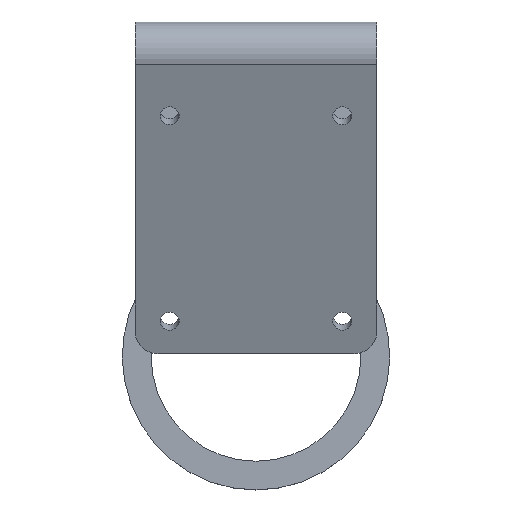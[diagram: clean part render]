
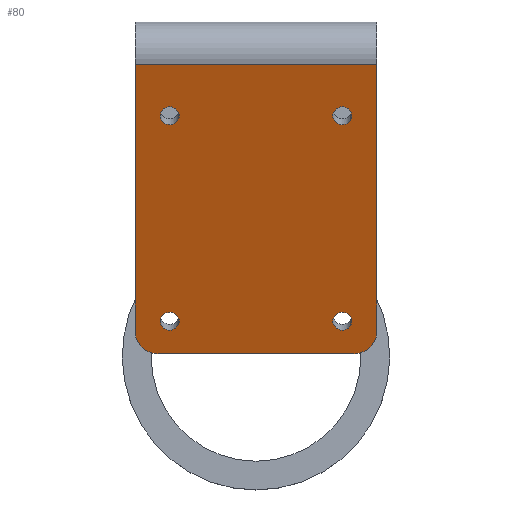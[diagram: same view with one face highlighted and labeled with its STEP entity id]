
A CAD part, top view. The second image highlights one B-rep face of the part: STEP entity #80.
In plain terms, the highlighted planar face has unit normal (0, -0.342, 0.94).
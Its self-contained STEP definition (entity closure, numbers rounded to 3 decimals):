
#80=ADVANCED_FACE('',(#120,#121,#122,#123,#124),#125,.T.);
#120=FACE_BOUND('',#193,.T.);
#121=FACE_BOUND('',#194,.T.);
#122=FACE_BOUND('',#195,.T.);
#123=FACE_OUTER_BOUND('',#196,.T.);
#124=FACE_BOUND('',#197,.T.);
#125=PLANE('',#198);
#193=EDGE_LOOP('',(#298));
#194=EDGE_LOOP('',(#299));
#195=EDGE_LOOP('',(#300));
#196=EDGE_LOOP('',(#301,#302,#303,#304,#305,#306));
#197=EDGE_LOOP('',(#307));
#198=AXIS2_PLACEMENT_3D('',#308,#309,#310);
#298=ORIENTED_EDGE('',*,*,#520,.T.);
#299=ORIENTED_EDGE('',*,*,#521,.T.);
#300=ORIENTED_EDGE('',*,*,#522,.T.);
#301=ORIENTED_EDGE('',*,*,#523,.F.);
#302=ORIENTED_EDGE('',*,*,#524,.T.);
#303=ORIENTED_EDGE('',*,*,#525,.F.);
#304=ORIENTED_EDGE('',*,*,#526,.T.);
#305=ORIENTED_EDGE('',*,*,#513,.F.);
#306=ORIENTED_EDGE('',*,*,#527,.T.);
#307=ORIENTED_EDGE('',*,*,#508,.T.);
#308=CARTESIAN_POINT('',(-335.122,954.681,403.717));
#309=DIRECTION('',(0.0,-0.342,0.94));
#310=DIRECTION('',(0.0,-0.94,-0.342));
#508=EDGE_CURVE('',#602,#602,#603,.T.);
#513=EDGE_CURVE('',#612,#613,#614,.T.);
#520=EDGE_CURVE('',#625,#625,#626,.T.);
#521=EDGE_CURVE('',#627,#627,#628,.T.);
#522=EDGE_CURVE('',#629,#629,#630,.T.);
#523=EDGE_CURVE('',#631,#632,#633,.T.);
#524=EDGE_CURVE('',#631,#634,#635,.T.);
#525=EDGE_CURVE('',#636,#634,#637,.T.);
#526=EDGE_CURVE('',#636,#613,#638,.T.);
#527=EDGE_CURVE('',#612,#632,#639,.F.);
#602=VERTEX_POINT('',#742);
#603=CIRCLE('',#743,1.65);
#612=VERTEX_POINT('',#756);
#613=VERTEX_POINT('',#757);
#614=LINE('',#758,#759);
#625=VERTEX_POINT('',#774);
#626=CIRCLE('',#775,1.65);
#627=VERTEX_POINT('',#776);
#628=CIRCLE('',#777,1.65);
#629=VERTEX_POINT('',#778);
#630=CIRCLE('',#779,1.65);
#631=VERTEX_POINT('',#780);
#632=VERTEX_POINT('',#781);
#633=LINE('',#782,#783);
#634=VERTEX_POINT('',#784);
#635=CIRCLE('',#785,4.0);
#636=VERTEX_POINT('',#786);
#637=LINE('',#787,#788);
#638=CIRCLE('',#789,4.0);
#639=LINE('',#790,#791);
#742=CARTESIAN_POINT('',(16.65,41.696,71.418));
#743=AXIS2_PLACEMENT_3D('',#904,#905,#906);
#756=CARTESIAN_POINT('',(21.0,50.619,74.666));
#757=CARTESIAN_POINT('',(21.0,4.109,57.737));
#758=CARTESIAN_POINT('',(21.0,58.0,77.352));
#759=VECTOR('',#911,1.0);
#774=CARTESIAN_POINT('',(-13.35,41.696,71.418));
#775=AXIS2_PLACEMENT_3D('',#922,#923,#924);
#776=CARTESIAN_POINT('',(-13.35,5.988,58.421));
#777=AXIS2_PLACEMENT_3D('',#925,#926,#927);
#778=CARTESIAN_POINT('',(16.65,5.988,58.421));
#779=AXIS2_PLACEMENT_3D('',#928,#929,#930);
#780=CARTESIAN_POINT('',(-21.0,4.109,57.737));
#781=CARTESIAN_POINT('',(-21.0,50.619,74.666));
#782=CARTESIAN_POINT('',(-21.0,0.35,56.369));
#783=VECTOR('',#931,1.0);
#784=CARTESIAN_POINT('',(-17.0,0.35,56.369));
#785=AXIS2_PLACEMENT_3D('',#932,#933,#934);
#786=CARTESIAN_POINT('',(17.0,0.35,56.369));
#787=CARTESIAN_POINT('',(21.0,0.35,56.369));
#788=VECTOR('',#935,1.0);
#789=AXIS2_PLACEMENT_3D('',#936,#937,#938);
#790=CARTESIAN_POINT('',(-335.122,50.619,74.666));
#791=VECTOR('',#939,1.0);
#904=CARTESIAN_POINT('',(15.0,41.696,71.418));
#905=DIRECTION('',(0.,0.342,-0.94));
#906=DIRECTION('',(1.0,0.,0.));
#911=DIRECTION('',(0.,-0.94,-0.342));
#922=CARTESIAN_POINT('',(-15.0,41.696,71.418));
#923=DIRECTION('',(0.,0.342,-0.94));
#924=DIRECTION('',(1.0,0.,0.));
#925=CARTESIAN_POINT('',(-15.0,5.988,58.421));
#926=DIRECTION('',(0.,0.342,-0.94));
#927=DIRECTION('',(1.0,0.,0.));
#928=CARTESIAN_POINT('',(15.0,5.988,58.421));
#929=DIRECTION('',(0.,0.342,-0.94));
#930=DIRECTION('',(1.0,0.,0.));
#931=DIRECTION('',(0.,0.94,0.342));
#932=CARTESIAN_POINT('',(-17.0,4.109,57.737));
#933=DIRECTION('',(0.0,-0.342,0.94));
#934=DIRECTION('',(0.0,-0.94,-0.342));
#935=DIRECTION('',(-1.0,0.,0.));
#936=CARTESIAN_POINT('',(17.0,4.109,57.737));
#937=DIRECTION('',(0.0,-0.342,0.94));
#938=DIRECTION('',(0.0,-0.94,-0.342));
#939=DIRECTION('',(1.0,0.0,0.0));
